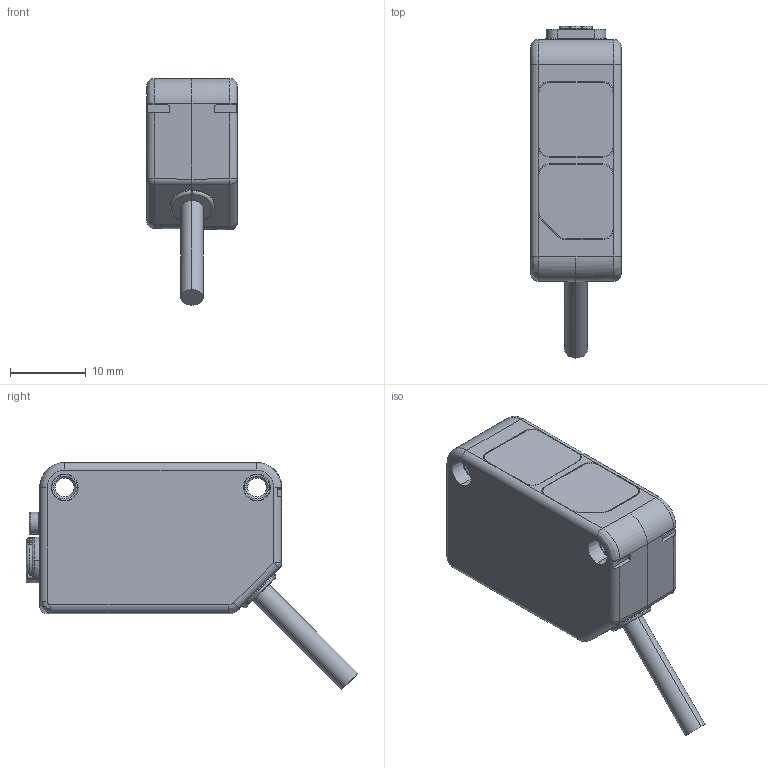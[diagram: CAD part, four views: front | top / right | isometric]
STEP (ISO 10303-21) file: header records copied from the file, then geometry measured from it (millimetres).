
FILE_DESCRIPTION((''),'2;1');
FILE_NAME('136034_SW','2007-12-20T',('banengservice'),('BANNER ENGINEERING'),'PRO/ENGINEER BY PARAMETRIC TECHNOLOGY CORPORATION, 2006170','PRO/ENGINEER BY PARAMETRIC TECHNOLOGY CORPORATION, 2006170','');
FILE_SCHEMA(('CONFIG_CONTROL_DESIGN'));
Length unit declared in the file: inch
Products named in the file (1): 136034_SW
Bounding box: 12 x 43.83 x 29.98 mm (x, y, z)
Volume: 3479.4 mm3; surface area: 5490.8 mm2
Topology: 1 solids, 1 shells, 737 faces, 1766 edges, 1050 vertices
Faces by surface type: plane 268, cylinder 206, bspline 116, cone 72, sphere 38, torus 33, revolution 4
Entity records: 28199 total; most frequent: CARTESIAN_POINT 12069, ORIENTED_EDGE 3516, DIRECTION 3107, EDGE_CURVE 1758, AXIS2_PLACEMENT_3D 1116, VERTEX_POINT 1050, VECTOR 871, LINE 871
